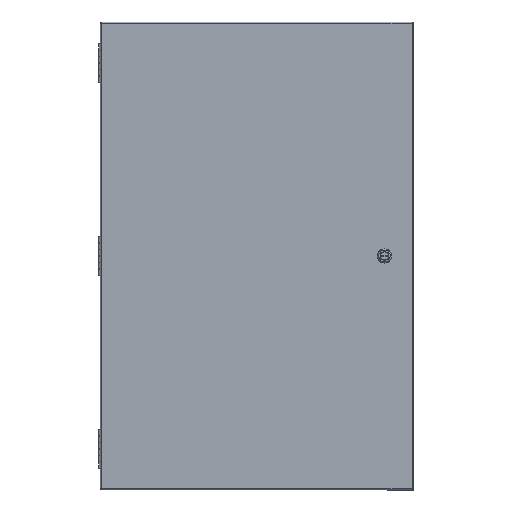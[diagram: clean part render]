
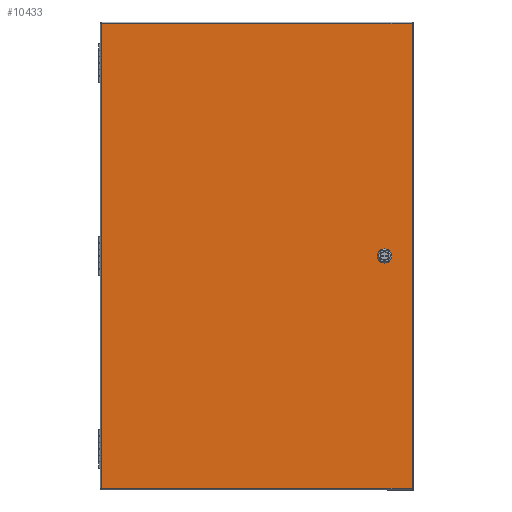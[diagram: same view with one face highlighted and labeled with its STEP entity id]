
A CAD part, top view. The second image highlights one B-rep face of the part: STEP entity #10433.
In plain terms, the highlighted planar face has unit normal (0, 0, 1).
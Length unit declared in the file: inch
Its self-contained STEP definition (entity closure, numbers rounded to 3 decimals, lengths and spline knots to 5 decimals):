
#647=LINE('',#15894,#1588);
#658=LINE('',#16096,#1599);
#662=LINE('',#16110,#1603);
#666=LINE('',#16122,#1607);
#670=LINE('',#16134,#1611);
#674=LINE('',#16144,#1615);
#676=LINE('',#16148,#1617);
#677=LINE('',#16151,#1618);
#1588=VECTOR('',#12637,36.19575);
#1599=VECTOR('',#12662,36.19575);
#1603=VECTOR('',#12674,0.42712);
#1607=VECTOR('',#12686,0.42712);
#1611=VECTOR('',#12698,0.42712);
#1615=VECTOR('',#12710,0.42712);
#1617=VECTOR('',#12716,24.1645);
#1618=VECTOR('',#12721,24.1645);
#2361=PLANE('',#11110);
#2607=FACE_BOUND('',#3498,.T.);
#2868=FACE_OUTER_BOUND('',#3497,.T.);
#3497=EDGE_LOOP('',(#7554,#7555,#7556,#7557));
#3498=EDGE_LOOP('',(#7558,#7559,#7560,#7561,#7562,#7563,#7564,#7565));
#4053=CIRCLE('',#11091,0.453);
#4055=CIRCLE('',#11095,0.453);
#4057=CIRCLE('',#11099,0.453);
#4059=CIRCLE('',#11103,0.453);
#4598=VERTEX_POINT('',#15687);
#4614=VERTEX_POINT('',#15805);
#4621=VERTEX_POINT('',#15893);
#4624=VERTEX_POINT('',#16030);
#4627=VERTEX_POINT('',#16101);
#4628=VERTEX_POINT('',#16103);
#4630=VERTEX_POINT('',#16109);
#4632=VERTEX_POINT('',#16115);
#4634=VERTEX_POINT('',#16121);
#4636=VERTEX_POINT('',#16127);
#4638=VERTEX_POINT('',#16133);
#4640=VERTEX_POINT('',#16139);
#5667=EDGE_CURVE('',#4621,#4614,#647,.T.);
#5687=EDGE_CURVE('',#4598,#4624,#658,.T.);
#5690=EDGE_CURVE('',#4628,#4627,#4053,.T.);
#5693=EDGE_CURVE('',#4630,#4628,#662,.T.);
#5696=EDGE_CURVE('',#4632,#4630,#4055,.T.);
#5699=EDGE_CURVE('',#4634,#4632,#666,.T.);
#5702=EDGE_CURVE('',#4636,#4634,#4057,.T.);
#5705=EDGE_CURVE('',#4638,#4636,#670,.T.);
#5708=EDGE_CURVE('',#4640,#4638,#4059,.T.);
#5711=EDGE_CURVE('',#4627,#4640,#674,.T.);
#5713=EDGE_CURVE('',#4614,#4598,#676,.T.);
#5714=EDGE_CURVE('',#4624,#4621,#677,.T.);
#7554=ORIENTED_EDGE('',*,*,#5687,.T.);
#7555=ORIENTED_EDGE('',*,*,#5714,.T.);
#7556=ORIENTED_EDGE('',*,*,#5667,.T.);
#7557=ORIENTED_EDGE('',*,*,#5713,.T.);
#7558=ORIENTED_EDGE('',*,*,#5690,.T.);
#7559=ORIENTED_EDGE('',*,*,#5711,.T.);
#7560=ORIENTED_EDGE('',*,*,#5708,.T.);
#7561=ORIENTED_EDGE('',*,*,#5705,.T.);
#7562=ORIENTED_EDGE('',*,*,#5702,.T.);
#7563=ORIENTED_EDGE('',*,*,#5699,.T.);
#7564=ORIENTED_EDGE('',*,*,#5696,.T.);
#7565=ORIENTED_EDGE('',*,*,#5693,.T.);
#10433=ADVANCED_FACE('',(#2868,#2607),#2361,.T.);
#11091=AXIS2_PLACEMENT_3D('',#16104,#12668,#12669);
#11095=AXIS2_PLACEMENT_3D('',#16116,#12680,#12681);
#11099=AXIS2_PLACEMENT_3D('',#16128,#12692,#12693);
#11103=AXIS2_PLACEMENT_3D('',#16140,#12704,#12705);
#11110=AXIS2_PLACEMENT_3D('',#16153,#12724,#12725);
#12637=DIRECTION('',(0.,-1.,0.));
#12662=DIRECTION('',(0.,1.,0.));
#12668=DIRECTION('center_axis',(0.,0.,-1.));
#12669=DIRECTION('ref_axis',(0.882,0.471,0.));
#12674=DIRECTION('',(1.,0.,0.));
#12680=DIRECTION('center_axis',(0.,0.,-1.));
#12681=DIRECTION('ref_axis',(-0.471,0.882,0.));
#12686=DIRECTION('',(0.,1.,0.));
#12692=DIRECTION('center_axis',(0.,0.,-1.));
#12693=DIRECTION('ref_axis',(-0.882,-0.471,0.));
#12698=DIRECTION('',(-1.,0.,0.));
#12704=DIRECTION('center_axis',(0.,0.,-1.));
#12705=DIRECTION('ref_axis',(0.471,-0.882,0.));
#12710=DIRECTION('',(0.,-1.,0.));
#12716=DIRECTION('',(1.,0.,0.));
#12721=DIRECTION('',(-1.,0.,0.));
#12724=DIRECTION('center_axis',(0.,0.,1.));
#12725=DIRECTION('ref_axis',(1.,0.,0.));
#15687=CARTESIAN_POINT('',(12.08225,-18.09788,0.074));
#15805=CARTESIAN_POINT('',(-12.08225,-18.09788,0.074));
#15893=CARTESIAN_POINT('',(-12.08225,18.09788,0.074));
#15894=CARTESIAN_POINT('',(-12.08225,9.04894,0.074));
#16030=CARTESIAN_POINT('',(12.08225,18.09788,0.074));
#16096=CARTESIAN_POINT('',(12.08225,-9.04894,0.074));
#16101=CARTESIAN_POINT('',(10.337,0.21356,0.074));
#16103=CARTESIAN_POINT('',(10.15112,0.3995,0.074));
#16104=CARTESIAN_POINT('Origin',(9.93748,0.00005,0.074));
#16109=CARTESIAN_POINT('',(9.724,0.3995,0.074));
#16110=CARTESIAN_POINT('',(5.07556,0.3995,0.074));
#16115=CARTESIAN_POINT('',(9.538,0.21356,0.074));
#16116=CARTESIAN_POINT('Origin',(9.93748,-0.00005,
0.074));
#16121=CARTESIAN_POINT('',(9.538,-0.21356,0.074));
#16122=CARTESIAN_POINT('',(9.538,0.10678,0.074));
#16127=CARTESIAN_POINT('',(9.72394,-0.3995,0.074));
#16128=CARTESIAN_POINT('Origin',(9.9375,0.,
0.074));
#16133=CARTESIAN_POINT('',(10.15106,-0.3995,0.074));
#16134=CARTESIAN_POINT('',(4.86197,-0.3995,0.074));
#16139=CARTESIAN_POINT('',(10.337,-0.21356,0.074));
#16140=CARTESIAN_POINT('Origin',(9.9375,0.,
0.074));
#16144=CARTESIAN_POINT('',(10.337,-0.10678,0.074));
#16148=CARTESIAN_POINT('',(-6.04113,-18.09788,0.074));
#16151=CARTESIAN_POINT('',(6.04113,18.09788,0.074));
#16153=CARTESIAN_POINT('Origin',(0.,0.,0.074));
